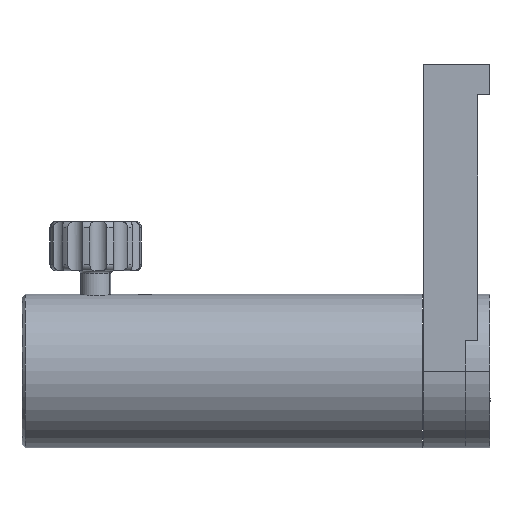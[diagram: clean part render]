
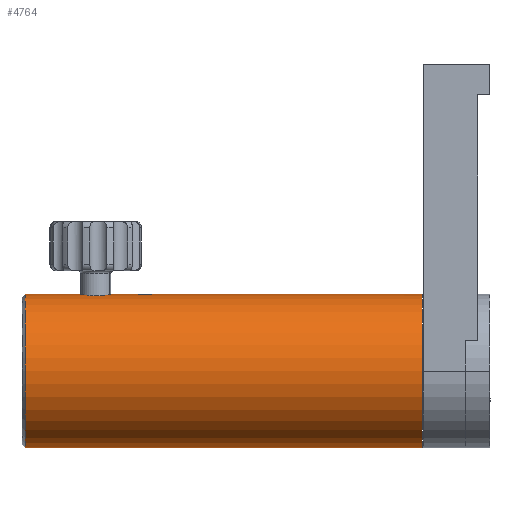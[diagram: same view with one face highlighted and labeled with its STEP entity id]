
A CAD part, left-side view. The second image highlights one B-rep face of the part: STEP entity #4764.
In plain terms, the highlighted cylindrical face has radius 12.5 mm (diameter 25 mm), a partial arc.
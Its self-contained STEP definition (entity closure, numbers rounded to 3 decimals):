
#94 = CARTESIAN_POINT ( 'NONE',  ( 0., 34.222, 12.5 ) ) ;
#159 = DIRECTION ( 'NONE',  ( 0., -1., 0. ) ) ;
#194 = CARTESIAN_POINT ( 'NONE',  ( -0.807, 41.1, 12.475 ) ) ;
#219 = CARTESIAN_POINT ( 'NONE',  ( -2.5, 43.799, 12.247 ) ) ;
#241 = CARTESIAN_POINT ( 'NONE',  ( 0., 40.972, 12.5 ) ) ;
#268 = VERTEX_POINT ( 'NONE', #1198 ) ;
#277 = CARTESIAN_POINT ( 'NONE',  ( 0., 54.972, -12.5 ) ) ;
#295 = CARTESIAN_POINT ( 'NONE',  ( -0.999, 36.24, 12.461 ) ) ;
#343 = AXIS2_PLACEMENT_3D ( 'NONE', #799, #4201, #1293 ) ;
#432 = FACE_OUTER_BOUND ( 'NONE', #5779, .T. ) ;
#442 = DIRECTION ( 'NONE',  ( 0., 0., -1. ) ) ;
#451 = CARTESIAN_POINT ( 'NONE',  ( 0., -19.865, 12.5 ) ) ;
#460 = VERTEX_POINT ( 'NONE', #3425 ) ;
#519 = VECTOR ( 'NONE', #159, 1000. ) ;
#698 = CARTESIAN_POINT ( 'NONE',  ( -1.255, 41.304, 12.438 ) ) ;
#719 = CARTESIAN_POINT ( 'NONE',  ( -2.247, 44.58, 12.297 ) ) ;
#768 = CARTESIAN_POINT ( 'NONE',  ( -0.63, 34.38, 12.485 ) ) ;
#788 = CARTESIAN_POINT ( 'NONE',  ( -0.63, 36.564, 12.485 ) ) ;
#799 = CARTESIAN_POINT ( 'NONE',  ( 0., -9.728, 0. ) ) ;
#912 = DIRECTION ( 'NONE',  ( 0., -1., 0. ) ) ;
#948 = ORIENTED_EDGE ( 'NONE', *, *, #1634, .F. ) ;
#1064 = CARTESIAN_POINT ( 'NONE',  ( 0., -19.865, -12.5 ) ) ;
#1108 = EDGE_CURVE ( 'NONE', #460, #268, #5229, .T. ) ;
#1122 = CARTESIAN_POINT ( 'NONE',  ( 0., -19.865, 12.5 ) ) ;
#1174 = CARTESIAN_POINT ( 'NONE',  ( -1.652, 41.589, 12.391 ) ) ;
#1198 = CARTESIAN_POINT ( 'NONE',  ( 0., -9.728, -12.5 ) ) ;
#1200 = CARTESIAN_POINT ( 'NONE',  ( -1.987, 44.998, 12.341 ) ) ;
#1206 = LINE ( 'NONE', #451, #6226 ) ;
#1255 = CARTESIAN_POINT ( 'NONE',  ( -1.001, 34.705, 12.46 ) ) ;
#1280 = CARTESIAN_POINT ( 'NONE',  ( -0.165, 36.722, 12.5 ) ) ;
#1293 = DIRECTION ( 'NONE',  ( 0., 0., -1. ) ) ;
#1548 = DIRECTION ( 'NONE',  ( 0., -1., 0. ) ) ;
#1578 = EDGE_CURVE ( 'NONE', #5287, #268, #5872, .T. ) ;
#1604 = ORIENTED_EDGE ( 'NONE', *, *, #4424, .F. ) ;
#1634 = EDGE_CURVE ( 'NONE', #4870, #1933, #3518, .T. ) ;
#1687 = CARTESIAN_POINT ( 'NONE',  ( -1.988, 41.947, 12.341 ) ) ;
#1708 = CARTESIAN_POINT ( 'NONE',  ( -1.653, 45.354, 12.391 ) ) ;
#1762 = CARTESIAN_POINT ( 'NONE',  ( -1.186, 35.069, 12.444 ) ) ;
#1897 = EDGE_CURVE ( 'NONE', #2819, #5287, #3067, .T. ) ;
#1933 = VERTEX_POINT ( 'NONE', #4332 ) ;
#2100 = VERTEX_POINT ( 'NONE', #94 ) ;
#2153 = VECTOR ( 'NONE', #1548, 1000. ) ;
#2175 = CARTESIAN_POINT ( 'NONE',  ( -2.247, 42.364, 12.297 ) ) ;
#2194 = CARTESIAN_POINT ( 'NONE',  ( -1.254, 45.641, 12.438 ) ) ;
#2250 = CARTESIAN_POINT ( 'NONE',  ( -1.242, 35.308, 12.438 ) ) ;
#2332 = ORIENTED_EDGE ( 'NONE', *, *, #1897, .T. ) ;
#2424 = CYLINDRICAL_SURFACE ( 'NONE', #2728, 12.5 ) ;
#2491 = EDGE_CURVE ( 'NONE', #2100, #1933, #3272, .T. ) ;
#2642 = CARTESIAN_POINT ( 'NONE',  ( -0.164, 40.972, 12.5 ) ) ;
#2661 = CARTESIAN_POINT ( 'NONE',  ( -2.42, 42.822, 12.264 ) ) ;
#2688 = CARTESIAN_POINT ( 'NONE',  ( -0.655, 45.907, 12.487 ) ) ;
#2728 = AXIS2_PLACEMENT_3D ( 'NONE', #5462, #5944, #4508 ) ;
#2742 = CARTESIAN_POINT ( 'NONE',  ( -1.25, 35.635, 12.437 ) ) ;
#2819 = VERTEX_POINT ( 'NONE', #6050 ) ;
#3067 = CIRCLE ( 'NONE', #3718, 12.5 ) ;
#3140 = CARTESIAN_POINT ( 'NONE',  ( -0.651, 41.052, 12.484 ) ) ;
#3158 = CARTESIAN_POINT ( 'NONE',  ( -2.5, 43.309, 12.247 ) ) ;
#3180 = CARTESIAN_POINT ( 'NONE',  ( 0., 45.972, 12.5 ) ) ;
#3212 = CARTESIAN_POINT ( 'NONE',  ( 0., 34.222, 12.5 ) ) ;
#3235 = CARTESIAN_POINT ( 'NONE',  ( -1.092, 36.101, 12.452 ) ) ;
#3272 = B_SPLINE_CURVE_WITH_KNOTS ( 'NONE', 3,
 ( #3212, #6094, #3686, #768, #4169, #1255, #4652, #1762, #5144, #2250, #5636, #2742, #6112, #3235, #295, #3713, #788, #4190, #1280, #4678 ),
 .UNSPECIFIED., .F., .F.,
 ( 4, 2, 2, 2, 2, 2, 2, 2, 2, 4 ),
 ( 0.002, 0.002, 0.003, 0.003, 0.004, 0.004, 0.004, 0.005, 0.005, 0.006 ),
 .UNSPECIFIED. ) ;
#3370 = DIRECTION ( 'NONE',  ( 0., -1., 0. ) ) ;
#3425 = CARTESIAN_POINT ( 'NONE',  ( 0., -9.728, 12.5 ) ) ;
#3512 = EDGE_CURVE ( 'NONE', #2819, #4770, #1206, .T. ) ;
#3518 = LINE ( 'NONE', #1122, #4798 ) ;
#3619 = CARTESIAN_POINT ( 'NONE',  ( -1.11, 41.226, 12.452 ) ) ;
#3639 = CARTESIAN_POINT ( 'NONE',  ( -2.434, 44.129, 12.261 ) ) ;
#3686 = CARTESIAN_POINT ( 'NONE',  ( -0.327, 34.254, 12.497 ) ) ;
#3713 = CARTESIAN_POINT ( 'NONE',  ( -0.769, 36.471, 12.477 ) ) ;
#3718 = AXIS2_PLACEMENT_3D ( 'NONE', #6256, #3370, #442 ) ;
#3802 = ORIENTED_EDGE ( 'NONE', *, *, #2491, .T. ) ;
#4036 = DIRECTION ( 'NONE',  ( 0., -1., 0. ) ) ;
#4093 = CARTESIAN_POINT ( 'NONE',  ( -1.526, 41.485, 12.407 ) ) ;
#4111 = CARTESIAN_POINT ( 'NONE',  ( -2.169, 44.726, 12.311 ) ) ;
#4169 = CARTESIAN_POINT ( 'NONE',  ( -0.767, 34.471, 12.477 ) ) ;
#4190 = CARTESIAN_POINT ( 'NONE',  ( -0.327, 36.689, 12.497 ) ) ;
#4201 = DIRECTION ( 'NONE',  ( 0., -1., 0. ) ) ;
#4299 = ORIENTED_EDGE ( 'NONE', *, *, #4841, .T. ) ;
#4332 = CARTESIAN_POINT ( 'NONE',  ( 0., 36.722, 12.5 ) ) ;
#4408 = LINE ( 'NONE', #5884, #519 ) ;
#4424 = EDGE_CURVE ( 'NONE', #2100, #460, #4408, .T. ) ;
#4508 = DIRECTION ( 'NONE',  ( 0., 0., -1. ) ) ;
#4582 = CARTESIAN_POINT ( 'NONE',  ( -1.885, 41.821, 12.358 ) ) ;
#4599 = CARTESIAN_POINT ( 'NONE',  ( -1.883, 45.124, 12.358 ) ) ;
#4652 = CARTESIAN_POINT ( 'NONE',  ( -1.092, 34.842, 12.452 ) ) ;
#4678 = CARTESIAN_POINT ( 'NONE',  ( 0., 36.722, 12.5 ) ) ;
#4764 = ADVANCED_FACE ( 'NONE', ( #432 ), #2424, .T. ) ;
#4770 = VERTEX_POINT ( 'NONE', #4990 ) ;
#4798 = VECTOR ( 'NONE', #4036, 1000. ) ;
#4826 = ORIENTED_EDGE ( 'NONE', *, *, #3512, .F. ) ;
#4841 = EDGE_CURVE ( 'NONE', #4870, #4770, #4957, .T. ) ;
#4870 = VERTEX_POINT ( 'NONE', #241 ) ;
#4957 = B_SPLINE_CURVE_WITH_KNOTS ( 'NONE', 3,
 ( #5538, #2642, #6023, #3140, #194, #3619, #698, #4093, #1174, #4582, #1687, #5071, #2175, #5563, #2661, #6044, #3158, #219, #3639, #719, #4111, #1200, #4599, #1708, #5087, #2194, #5578, #2688, #6063, #3180 ),
 .UNSPECIFIED., .F., .F.,
 ( 4, 2, 2, 2, 2, 2, 2, 2, 2, 2, 2, 2, 2, 2, 4 ),
 ( 0.004, 0.004, 0.005, 0.005, 0.006, 0.006, 0.007, 0.007, 0.008, 0.009, 0.009, 0.01, 0.01, 0.011, 0.012 ),
 .UNSPECIFIED. ) ;
#4990 = CARTESIAN_POINT ( 'NONE',  ( 0., 45.972, 12.5 ) ) ;
#5071 = CARTESIAN_POINT ( 'NONE',  ( -2.169, 42.217, 12.311 ) ) ;
#5087 = CARTESIAN_POINT ( 'NONE',  ( -1.525, 45.46, 12.407 ) ) ;
#5111 = ORIENTED_EDGE ( 'NONE', *, *, #1108, .F. ) ;
#5144 = CARTESIAN_POINT ( 'NONE',  ( -1.21, 35.147, 12.441 ) ) ;
#5229 = CIRCLE ( 'NONE', #343, 12.5 ) ;
#5287 = VERTEX_POINT ( 'NONE', #277 ) ;
#5462 = CARTESIAN_POINT ( 'NONE',  ( 0., -19.865, 0. ) ) ;
#5538 = CARTESIAN_POINT ( 'NONE',  ( 0., 40.972, 12.5 ) ) ;
#5563 = CARTESIAN_POINT ( 'NONE',  ( -2.372, 42.666, 12.273 ) ) ;
#5566 = ORIENTED_EDGE ( 'NONE', *, *, #1578, .T. ) ;
#5578 = CARTESIAN_POINT ( 'NONE',  ( -1.111, 45.718, 12.452 ) ) ;
#5636 = CARTESIAN_POINT ( 'NONE',  ( -1.25, 35.391, 12.437 ) ) ;
#5779 = EDGE_LOOP ( 'NONE', ( #4826, #2332, #5566, #5111, #1604, #3802, #948, #4299 ) ) ;
#5872 = LINE ( 'NONE', #1064, #2153 ) ;
#5884 = CARTESIAN_POINT ( 'NONE',  ( 0., -19.865, 12.5 ) ) ;
#5944 = DIRECTION ( 'NONE',  ( 0., -1., 0. ) ) ;
#6023 = CARTESIAN_POINT ( 'NONE',  ( -0.33, 40.988, 12.497 ) ) ;
#6044 = CARTESIAN_POINT ( 'NONE',  ( -2.484, 43.143, 12.251 ) ) ;
#6050 = CARTESIAN_POINT ( 'NONE',  ( 0., 54.972, 12.5 ) ) ;
#6063 = CARTESIAN_POINT ( 'NONE',  ( -0.33, 45.972, 12.5 ) ) ;
#6094 = CARTESIAN_POINT ( 'NONE',  ( -0.163, 34.222, 12.5 ) ) ;
#6112 = CARTESIAN_POINT ( 'NONE',  ( -1.217, 35.8, 12.441 ) ) ;
#6226 = VECTOR ( 'NONE', #912, 1000. ) ;
#6256 = CARTESIAN_POINT ( 'NONE',  ( 0., 54.972, 0. ) ) ;
